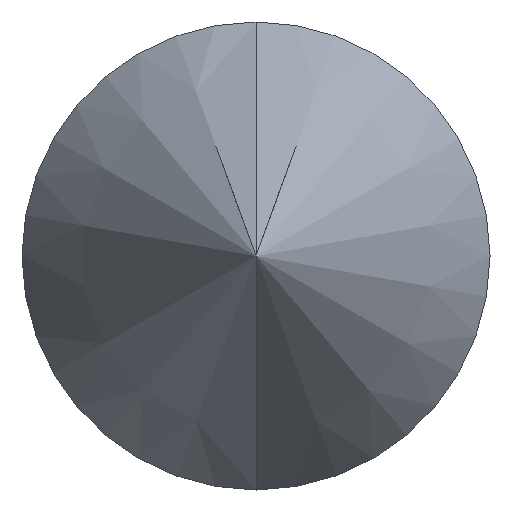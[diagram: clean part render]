
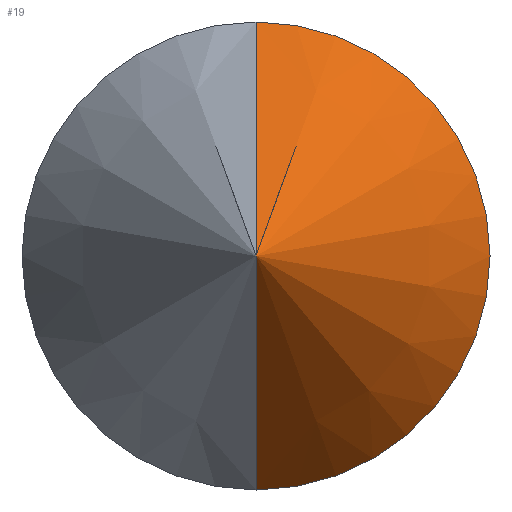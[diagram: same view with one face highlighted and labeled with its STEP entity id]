
A CAD part, front view. The second image highlights one B-rep face of the part: STEP entity #19.
In plain terms, the highlighted conical face has half-angle 30 degrees and reference radius 577.35 mm.
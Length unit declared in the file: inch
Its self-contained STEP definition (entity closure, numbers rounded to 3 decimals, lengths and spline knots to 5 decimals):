
#19 = ADVANCED_FACE ( 'NONE', ( #257 ), #104, .T. ) ;
#24 = CARTESIAN_POINT ( 'NONE',  ( 0., 39.37008, 0. ) ) ;
#45 = CARTESIAN_POINT ( 'NONE',  ( 0., 0.32476, 0. ) ) ;
#57 = CARTESIAN_POINT ( 'NONE',  ( 0., 0., 0. ) ) ;
#61 = EDGE_CURVE ( 'NONE', #187, #232, #216, .T. ) ;
#87 = CARTESIAN_POINT ( 'NONE',  ( 0., 0., 0. ) ) ;
#104 = CONICAL_SURFACE ( 'NONE', #124, 22.73033, 0.524 ) ;
#111 = ORIENTED_EDGE ( 'NONE', *, *, #61, .F. ) ;
#115 = VECTOR ( 'NONE', #167, 39.37008 ) ;
#116 = CARTESIAN_POINT ( 'NONE',  ( 0., 0., 0. ) ) ;
#117 = EDGE_CURVE ( 'NONE', #187, #160, #180, .T. ) ;
#124 = AXIS2_PLACEMENT_3D ( 'NONE', #24, #218, #196 ) ;
#133 = CARTESIAN_POINT ( 'NONE',  ( 0., 0.32476, 0.1875 ) ) ;
#146 = EDGE_LOOP ( 'NONE', ( #111, #182, #205 ) ) ;
#153 = EDGE_CURVE ( 'NONE', #160, #232, #186, .T. ) ;
#158 = DIRECTION ( 'NONE',  ( 0., 0., -1. ) ) ;
#160 = VERTEX_POINT ( 'NONE', #242 ) ;
#162 = DIRECTION ( 'NONE',  ( 0., -1., 0. ) ) ;
#167 = DIRECTION ( 'NONE',  ( 0., 0.866, 0.5 ) ) ;
#176 = VECTOR ( 'NONE', #252, 39.37008 ) ;
#180 = LINE ( 'NONE', #57, #176 ) ;
#182 = ORIENTED_EDGE ( 'NONE', *, *, #117, .T. ) ;
#186 = CIRCLE ( 'NONE', #207, 0.1875 ) ;
#187 = VERTEX_POINT ( 'NONE', #87 ) ;
#196 = DIRECTION ( 'NONE',  ( 0., 0., 1. ) ) ;
#205 = ORIENTED_EDGE ( 'NONE', *, *, #153, .T. ) ;
#207 = AXIS2_PLACEMENT_3D ( 'NONE', #45, #162, #158 ) ;
#216 = LINE ( 'NONE', #116, #115 ) ;
#218 = DIRECTION ( 'NONE',  ( 0., 1., 0. ) ) ;
#232 = VERTEX_POINT ( 'NONE', #133 ) ;
#242 = CARTESIAN_POINT ( 'NONE',  ( 0., 0.32476, -0.1875 ) ) ;
#252 = DIRECTION ( 'NONE',  ( 0., 0.866, -0.5 ) ) ;
#257 = FACE_OUTER_BOUND ( 'NONE', #146, .T. ) ;
